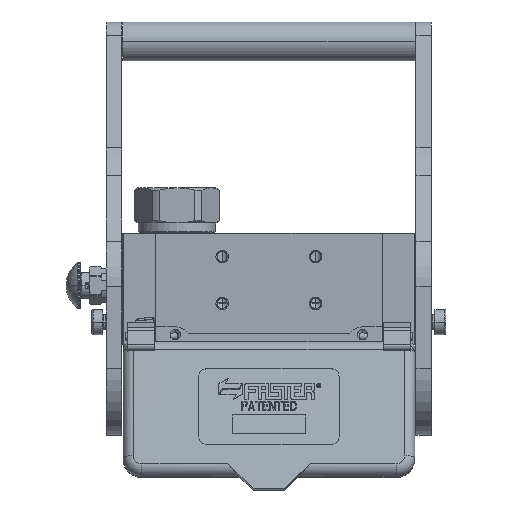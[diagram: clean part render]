
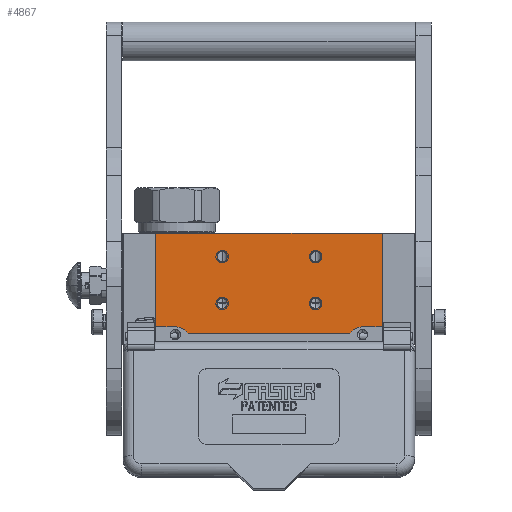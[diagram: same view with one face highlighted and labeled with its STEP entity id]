
A CAD part, left-side view. The second image highlights one B-rep face of the part: STEP entity #4867.
In plain terms, the highlighted face is planar.
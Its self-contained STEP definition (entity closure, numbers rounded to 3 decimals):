
#569 = ORIENTED_EDGE ( 'NONE', *, *, #50889, .F. ) ;
#947 = VERTEX_POINT ( 'NONE', #112784 ) ;
#3080 = FACE_BOUND ( 'NONE', #110882, .T. ) ;
#4141 = CARTESIAN_POINT ( 'NONE',  ( 21.3, 0., -108. ) ) ;
#4430 = DIRECTION ( 'NONE',  ( 0., -1., 0. ) ) ;
#4867 = ADVANCED_FACE ( 'NONE', ( #52976, #3080, #31768, #49868, #119183 ), #83924, .T. ) ;
#6674 = ORIENTED_EDGE ( 'NONE', *, *, #70453, .F. ) ;
#7550 = DIRECTION ( 'NONE',  ( 0., -1., 0. ) ) ;
#8004 = DIRECTION ( 'NONE',  ( 0., 0., -1. ) ) ;
#8917 = EDGE_LOOP ( 'NONE', ( #569, #17491 ) ) ;
#9054 = CARTESIAN_POINT ( 'NONE',  ( 64., 41.7, -108. ) ) ;
#9748 = CARTESIAN_POINT ( 'NONE',  ( 154., 60., -108. ) ) ;
#10396 = DIRECTION ( 'NONE',  ( 0., 1., 0. ) ) ;
#12377 = CARTESIAN_POINT ( 'NONE',  ( 64., 15., -108. ) ) ;
#12709 = VECTOR ( 'NONE', #86578, 1000. ) ;
#14815 = CARTESIAN_POINT ( 'NONE',  ( 166.7, 0., -108. ) ) ;
#15209 = CARTESIAN_POINT ( 'NONE',  ( 166.7, 0., -108. ) ) ;
#16471 = CIRCLE ( 'NONE', #52321, 3.3 ) ;
#16804 = CARTESIAN_POINT ( 'NONE',  ( 145.854, 64.2, -108. ) ) ;
#16862 = DIRECTION ( 'NONE',  ( 0., 0., -1. ) ) ;
#17491 = ORIENTED_EDGE ( 'NONE', *, *, #24146, .F. ) ;
#19246 = VERTEX_POINT ( 'NONE', #54552 ) ;
#19395 = ORIENTED_EDGE ( 'NONE', *, *, #74228, .F. ) ;
#19555 = VECTOR ( 'NONE', #120455, 1000. ) ;
#19925 = LINE ( 'NONE', #33466, #116452 ) ;
#21025 = CIRCLE ( 'NONE', #49866, 3.3 ) ;
#21378 = AXIS2_PLACEMENT_3D ( 'NONE', #15209, #16862, #25713 ) ;
#22508 = EDGE_LOOP ( 'NONE', ( #106069, #67776 ) ) ;
#22838 = VERTEX_POINT ( 'NONE', #112971 ) ;
#23097 = DIRECTION ( 'NONE',  ( 0., 1., 0. ) ) ;
#24146 = EDGE_CURVE ( 'NONE', #104884, #98383, #29317, .T. ) ;
#25713 = DIRECTION ( 'NONE',  ( -1., 0., 0. ) ) ;
#26564 = ORIENTED_EDGE ( 'NONE', *, *, #88782, .F. ) ;
#26909 = DIRECTION ( 'NONE',  ( -1., 0., 0. ) ) ;
#27283 = DIRECTION ( 'NONE',  ( 0., 0., -1. ) ) ;
#29243 = CARTESIAN_POINT ( 'NONE',  ( 166.7, 0., -108. ) ) ;
#29317 = CIRCLE ( 'NONE', #33522, 3.3 ) ;
#29545 = DIRECTION ( 'NONE',  ( 0., -1., 0. ) ) ;
#30796 = DIRECTION ( 'NONE',  ( 0., 0., -1. ) ) ;
#31768 = FACE_BOUND ( 'NONE', #8917, .T. ) ;
#33466 = CARTESIAN_POINT ( 'NONE',  ( 166.7, 60., -108. ) ) ;
#33522 = AXIS2_PLACEMENT_3D ( 'NONE', #123859, #8004, #85543 ) ;
#33743 = CARTESIAN_POINT ( 'NONE',  ( 124., 41.7, -108. ) ) ;
#34204 = CIRCLE ( 'NONE', #53508, 10. ) ;
#34295 = CARTESIAN_POINT ( 'NONE',  ( 34., 70., -108. ) ) ;
#34421 = ORIENTED_EDGE ( 'NONE', *, *, #115860, .F. ) ;
#36158 = EDGE_CURVE ( 'NONE', #71635, #113630, #59009, .T. ) ;
#37421 = VECTOR ( 'NONE', #26909, 1000. ) ;
#39429 = AXIS2_PLACEMENT_3D ( 'NONE', #107099, #30796, #29545 ) ;
#42061 = CARTESIAN_POINT ( 'NONE',  ( 124., 15., -108. ) ) ;
#42372 = CARTESIAN_POINT ( 'NONE',  ( 154., 70., -108. ) ) ;
#44661 = EDGE_CURVE ( 'NONE', #48996, #111633, #109041, .T. ) ;
#44971 = CARTESIAN_POINT ( 'NONE',  ( 64., 48.3, -108. ) ) ;
#46033 = CIRCLE ( 'NONE', #51977, 3.3 ) ;
#48996 = VERTEX_POINT ( 'NONE', #14815 ) ;
#49206 = EDGE_CURVE ( 'NONE', #50403, #115535, #34204, .T. ) ;
#49748 = VERTEX_POINT ( 'NONE', #97554 ) ;
#49866 = AXIS2_PLACEMENT_3D ( 'NONE', #107358, #97223, #10396 ) ;
#49868 = FACE_BOUND ( 'NONE', #22508, .T. ) ;
#50403 = VERTEX_POINT ( 'NONE', #9748 ) ;
#50889 = EDGE_CURVE ( 'NONE', #98383, #104884, #101148, .T. ) ;
#51483 = EDGE_LOOP ( 'NONE', ( #102716, #19395 ) ) ;
#51977 = AXIS2_PLACEMENT_3D ( 'NONE', #85459, #27283, #74975 ) ;
#52321 = AXIS2_PLACEMENT_3D ( 'NONE', #118674, #62253, #109046 ) ;
#52976 = FACE_BOUND ( 'NONE', #51483, .T. ) ;
#53508 = AXIS2_PLACEMENT_3D ( 'NONE', #42372, #80769, #4430 ) ;
#53878 = VERTEX_POINT ( 'NONE', #106085 ) ;
#54552 = CARTESIAN_POINT ( 'NONE',  ( 21.3, 60., -108. ) ) ;
#57260 = ORIENTED_EDGE ( 'NONE', *, *, #44661, .F. ) ;
#58735 = CARTESIAN_POINT ( 'NONE',  ( 21.3, 0., -108. ) ) ;
#59009 = CIRCLE ( 'NONE', #39429, 3.3 ) ;
#59303 = VERTEX_POINT ( 'NONE', #121473 ) ;
#60930 = CARTESIAN_POINT ( 'NONE',  ( 124., 48.3, -108. ) ) ;
#60939 = EDGE_CURVE ( 'NONE', #19246, #22838, #70961, .T. ) ;
#61618 = LINE ( 'NONE', #16804, #37421 ) ;
#61882 = ORIENTED_EDGE ( 'NONE', *, *, #95055, .F. ) ;
#62253 = DIRECTION ( 'NONE',  ( 0., 0., -1. ) ) ;
#62798 = CARTESIAN_POINT ( 'NONE',  ( 21.3, 60., -108. ) ) ;
#64431 = CIRCLE ( 'NONE', #84172, 3.3 ) ;
#65746 = CARTESIAN_POINT ( 'NONE',  ( 64., 45., -108. ) ) ;
#66447 = VERTEX_POINT ( 'NONE', #58735 ) ;
#67776 = ORIENTED_EDGE ( 'NONE', *, *, #116854, .F. ) ;
#68236 = AXIS2_PLACEMENT_3D ( 'NONE', #42061, #90511, #109099 ) ;
#70453 = EDGE_CURVE ( 'NONE', #53878, #49748, #72563, .T. ) ;
#70509 = ORIENTED_EDGE ( 'NONE', *, *, #49206, .F. ) ;
#70899 = CARTESIAN_POINT ( 'NONE',  ( 145.854, 64.2, -108. ) ) ;
#70961 = LINE ( 'NONE', #62798, #19555 ) ;
#71440 = DIRECTION ( 'NONE',  ( 0., 1., 0. ) ) ;
#71635 = VERTEX_POINT ( 'NONE', #33743 ) ;
#71901 = DIRECTION ( 'NONE',  ( -1., 0., 0. ) ) ;
#72563 = CIRCLE ( 'NONE', #68236, 3.3 ) ;
#73526 = VERTEX_POINT ( 'NONE', #78000 ) ;
#74090 = EDGE_CURVE ( 'NONE', #49748, #53878, #21025, .T. ) ;
#74228 = EDGE_CURVE ( 'NONE', #113630, #71635, #16471, .T. ) ;
#74975 = DIRECTION ( 'NONE',  ( 0., -1., 0. ) ) ;
#76117 = LINE ( 'NONE', #29243, #12709 ) ;
#78000 = CARTESIAN_POINT ( 'NONE',  ( 64., 18.3, -108. ) ) ;
#79603 = EDGE_CURVE ( 'NONE', #66447, #19246, #83786, .T. ) ;
#79829 = DIRECTION ( 'NONE',  ( 0., 0., -1. ) ) ;
#80313 = EDGE_CURVE ( 'NONE', #59303, #73526, #46033, .T. ) ;
#80769 = DIRECTION ( 'NONE',  ( 0., 0., -1. ) ) ;
#81222 = EDGE_LOOP ( 'NONE', ( #57260, #86829, #97425, #122744, #26564, #34421, #70509, #61882 ) ) ;
#83786 = LINE ( 'NONE', #4141, #86770 ) ;
#83924 = PLANE ( 'NONE',  #21378 ) ;
#84172 = AXIS2_PLACEMENT_3D ( 'NONE', #12377, #79829, #71440 ) ;
#85459 = CARTESIAN_POINT ( 'NONE',  ( 64., 15., -108. ) ) ;
#85543 = DIRECTION ( 'NONE',  ( 0., 1., 0. ) ) ;
#86578 = DIRECTION ( 'NONE',  ( -1., 0., 0. ) ) ;
#86770 = VECTOR ( 'NONE', #104091, 1000. ) ;
#86829 = ORIENTED_EDGE ( 'NONE', *, *, #103045, .T. ) ;
#88782 = EDGE_CURVE ( 'NONE', #947, #22838, #121263, .T. ) ;
#89762 = CARTESIAN_POINT ( 'NONE',  ( 166.7, 0., -108. ) ) ;
#90511 = DIRECTION ( 'NONE',  ( 0., 0., -1. ) ) ;
#94756 = DIRECTION ( 'NONE',  ( 0., 0., -1. ) ) ;
#95055 = EDGE_CURVE ( 'NONE', #111633, #50403, #19925, .T. ) ;
#95409 = AXIS2_PLACEMENT_3D ( 'NONE', #34295, #101727, #111414 ) ;
#97223 = DIRECTION ( 'NONE',  ( 0., 0., -1. ) ) ;
#97425 = ORIENTED_EDGE ( 'NONE', *, *, #79603, .T. ) ;
#97554 = CARTESIAN_POINT ( 'NONE',  ( 124., 18.3, -108. ) ) ;
#98383 = VERTEX_POINT ( 'NONE', #9054 ) ;
#101148 = CIRCLE ( 'NONE', #106068, 3.3 ) ;
#101520 = VECTOR ( 'NONE', #23097, 1000. ) ;
#101727 = DIRECTION ( 'NONE',  ( 0., 0., -1. ) ) ;
#102716 = ORIENTED_EDGE ( 'NONE', *, *, #36158, .F. ) ;
#103045 = EDGE_CURVE ( 'NONE', #48996, #66447, #76117, .T. ) ;
#104091 = DIRECTION ( 'NONE',  ( 0., 1., 0. ) ) ;
#104884 = VERTEX_POINT ( 'NONE', #44971 ) ;
#106068 = AXIS2_PLACEMENT_3D ( 'NONE', #65746, #94756, #7550 ) ;
#106069 = ORIENTED_EDGE ( 'NONE', *, *, #80313, .F. ) ;
#106085 = CARTESIAN_POINT ( 'NONE',  ( 124., 11.7, -108. ) ) ;
#107099 = CARTESIAN_POINT ( 'NONE',  ( 124., 45., -108. ) ) ;
#107358 = CARTESIAN_POINT ( 'NONE',  ( 124., 15., -108. ) ) ;
#109041 = LINE ( 'NONE', #89762, #101520 ) ;
#109046 = DIRECTION ( 'NONE',  ( 0., 1., 0. ) ) ;
#109099 = DIRECTION ( 'NONE',  ( 0., -1., 0. ) ) ;
#110882 = EDGE_LOOP ( 'NONE', ( #6674, #115185 ) ) ;
#111414 = DIRECTION ( 'NONE',  ( 0.815, -0.58, 0. ) ) ;
#111633 = VERTEX_POINT ( 'NONE', #111921 ) ;
#111921 = CARTESIAN_POINT ( 'NONE',  ( 166.7, 60., -108. ) ) ;
#112784 = CARTESIAN_POINT ( 'NONE',  ( 42.146, 64.2, -108. ) ) ;
#112971 = CARTESIAN_POINT ( 'NONE',  ( 34., 60., -108. ) ) ;
#113630 = VERTEX_POINT ( 'NONE', #60930 ) ;
#115185 = ORIENTED_EDGE ( 'NONE', *, *, #74090, .F. ) ;
#115535 = VERTEX_POINT ( 'NONE', #70899 ) ;
#115860 = EDGE_CURVE ( 'NONE', #115535, #947, #61618, .T. ) ;
#116452 = VECTOR ( 'NONE', #71901, 1000. ) ;
#116854 = EDGE_CURVE ( 'NONE', #73526, #59303, #64431, .T. ) ;
#118674 = CARTESIAN_POINT ( 'NONE',  ( 124., 45., -108. ) ) ;
#119183 = FACE_OUTER_BOUND ( 'NONE', #81222, .T. ) ;
#120455 = DIRECTION ( 'NONE',  ( 1., 0., 0. ) ) ;
#121263 = CIRCLE ( 'NONE', #95409, 10. ) ;
#121473 = CARTESIAN_POINT ( 'NONE',  ( 64., 11.7, -108. ) ) ;
#122744 = ORIENTED_EDGE ( 'NONE', *, *, #60939, .T. ) ;
#123859 = CARTESIAN_POINT ( 'NONE',  ( 64., 45., -108. ) ) ;
